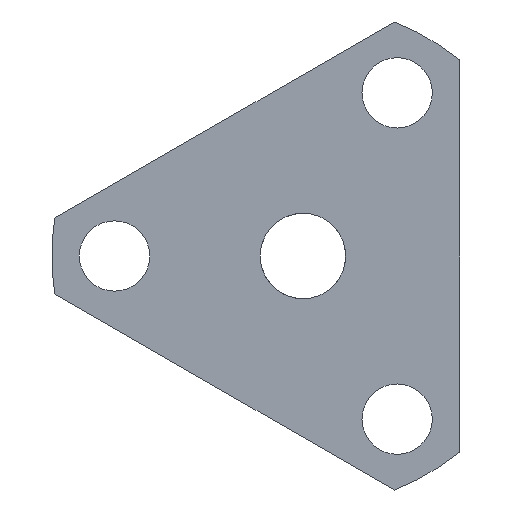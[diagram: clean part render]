
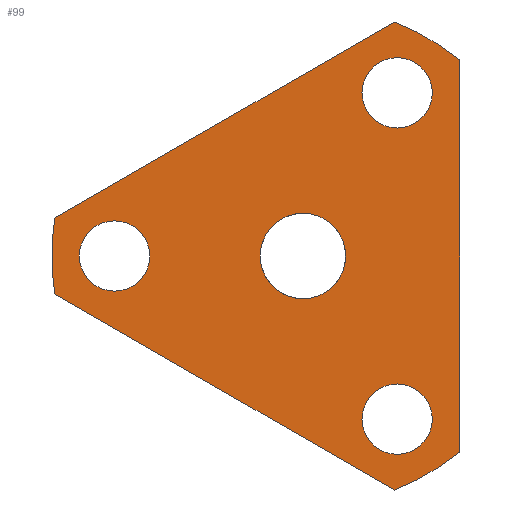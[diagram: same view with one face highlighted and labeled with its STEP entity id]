
A CAD part, left-side view. The second image highlights one B-rep face of the part: STEP entity #99.
In plain terms, the highlighted planar face has unit normal (-1, 0, 0).
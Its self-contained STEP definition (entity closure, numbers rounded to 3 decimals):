
#99 = ADVANCED_FACE( '', ( #200, #201, #202, #203, #204 ), #205, .F. );
#200 = FACE_BOUND( '', #364, .T. );
#201 = FACE_BOUND( '', #365, .T. );
#202 = FACE_BOUND( '', #366, .T. );
#203 = FACE_BOUND( '', #367, .T. );
#204 = FACE_OUTER_BOUND( '', #368, .T. );
#205 = PLANE( '', #369 );
#364 = EDGE_LOOP( '', ( #682 ) );
#365 = EDGE_LOOP( '', ( #683 ) );
#366 = EDGE_LOOP( '', ( #684 ) );
#367 = EDGE_LOOP( '', ( #685 ) );
#368 = EDGE_LOOP( '', ( #686, #687, #688, #689, #690, #691 ) );
#369 = AXIS2_PLACEMENT_3D( '', #692, #693, #694 );
#682 = ORIENTED_EDGE( '', *, *, #1041, .T. );
#683 = ORIENTED_EDGE( '', *, *, #1042, .T. );
#684 = ORIENTED_EDGE( '', *, *, #1043, .T. );
#685 = ORIENTED_EDGE( '', *, *, #1008, .T. );
#686 = ORIENTED_EDGE( '', *, *, #1044, .F. );
#687 = ORIENTED_EDGE( '', *, *, #1045, .F. );
#688 = ORIENTED_EDGE( '', *, *, #1046, .F. );
#689 = ORIENTED_EDGE( '', *, *, #1047, .F. );
#690 = ORIENTED_EDGE( '', *, *, #1048, .F. );
#691 = ORIENTED_EDGE( '', *, *, #1049, .F. );
#692 = CARTESIAN_POINT( '', ( -12.573, 0., 0. ) );
#693 = DIRECTION( '', ( 1., 0., 0. ) );
#694 = DIRECTION( '', ( 0., 0., -1. ) );
#1008 = EDGE_CURVE( '', #1206, #1206, #1207, .T. );
#1041 = EDGE_CURVE( '', #1260, #1260, #1261, .T. );
#1042 = EDGE_CURVE( '', #1262, #1262, #1263, .T. );
#1043 = EDGE_CURVE( '', #1264, #1264, #1265, .T. );
#1044 = EDGE_CURVE( '', #1266, #1267, #1268, .T. );
#1045 = EDGE_CURVE( '', #1269, #1266, #1270, .T. );
#1046 = EDGE_CURVE( '', #1271, #1269, #1272, .T. );
#1047 = EDGE_CURVE( '', #1273, #1271, #1274, .T. );
#1048 = EDGE_CURVE( '', #1275, #1273, #1276, .T. );
#1049 = EDGE_CURVE( '', #1267, #1275, #1277, .T. );
#1206 = VERTEX_POINT( '', #1676 );
#1207 = CIRCLE( '', #1677, 2.159 );
#1260 = VERTEX_POINT( '', #1804 );
#1261 = CIRCLE( '', #1805, 1.778 );
#1262 = VERTEX_POINT( '', #1806 );
#1263 = CIRCLE( '', #1807, 1.778 );
#1264 = VERTEX_POINT( '', #1808 );
#1265 = CIRCLE( '', #1809, 1.778 );
#1266 = VERTEX_POINT( '', #1810 );
#1267 = VERTEX_POINT( '', #1811 );
#1268 = LINE( '', #1812, #1813 );
#1269 = VERTEX_POINT( '', #1814 );
#1270 = CIRCLE( '', #1815, 12.7 );
#1271 = VERTEX_POINT( '', #1816 );
#1272 = LINE( '', #1817, #1818 );
#1273 = VERTEX_POINT( '', #1819 );
#1274 = CIRCLE( '', #1820, 12.7 );
#1275 = VERTEX_POINT( '', #1821 );
#1276 = LINE( '', #1822, #1823 );
#1277 = CIRCLE( '', #1824, 12.7 );
#1676 = CARTESIAN_POINT( '', ( -12.573, 0., -2.159 ) );
#1677 = AXIS2_PLACEMENT_3D( '', #1990, #1991, #1992 );
#1804 = CARTESIAN_POINT( '', ( -12.573, -4.763, 6.471 ) );
#1805 = AXIS2_PLACEMENT_3D( '', #2021, #2022, #2023 );
#1806 = CARTESIAN_POINT( '', ( -12.573, -4.763, -10.027 ) );
#1807 = AXIS2_PLACEMENT_3D( '', #2024, #2025, #2026 );
#1808 = CARTESIAN_POINT( '', ( -12.573, 9.525, -1.778 ) );
#1809 = AXIS2_PLACEMENT_3D( '', #2027, #2028, #2029 );
#1810 = CARTESIAN_POINT( '', ( -12.573, 12.554, 1.917 ) );
#1811 = CARTESIAN_POINT( '', ( -12.573, -4.617, 11.831 ) );
#1812 = CARTESIAN_POINT( '', ( -12.573, 12.554, 1.917 ) );
#1813 = VECTOR( '', #2030, 1000. );
#1814 = CARTESIAN_POINT( '', ( -12.573, 12.554, -1.917 ) );
#1815 = AXIS2_PLACEMENT_3D( '', #2031, #2032, #2033 );
#1816 = CARTESIAN_POINT( '', ( -12.573, -4.617, -11.831 ) );
#1817 = CARTESIAN_POINT( '', ( -12.573, -4.617, -11.831 ) );
#1818 = VECTOR( '', #2034, 1000. );
#1819 = CARTESIAN_POINT( '', ( -12.573, -7.938, -9.914 ) );
#1820 = AXIS2_PLACEMENT_3D( '', #2035, #2036, #2037 );
#1821 = CARTESIAN_POINT( '', ( -12.573, -7.938, 9.914 ) );
#1822 = CARTESIAN_POINT( '', ( -12.573, -7.938, 9.914 ) );
#1823 = VECTOR( '', #2038, 1000. );
#1824 = AXIS2_PLACEMENT_3D( '', #2039, #2040, #2041 );
#1990 = CARTESIAN_POINT( '', ( -12.573, 0., 0. ) );
#1991 = DIRECTION( '', ( 1., 0., 0. ) );
#1992 = DIRECTION( '', ( 0., 0., -1. ) );
#2021 = CARTESIAN_POINT( '', ( -12.573, -4.763, 8.249 ) );
#2022 = DIRECTION( '', ( 1., 0., 0. ) );
#2023 = DIRECTION( '', ( 0., 0., -1. ) );
#2024 = CARTESIAN_POINT( '', ( -12.573, -4.763, -8.249 ) );
#2025 = DIRECTION( '', ( 1., 0., 0. ) );
#2026 = DIRECTION( '', ( 0., 0., -1. ) );
#2027 = CARTESIAN_POINT( '', ( -12.573, 9.525, 0. ) );
#2028 = DIRECTION( '', ( 1., 0., 0. ) );
#2029 = DIRECTION( '', ( 0., 0., -1. ) );
#2030 = DIRECTION( '', ( 0., -0.866, 0.5 ) );
#2031 = CARTESIAN_POINT( '', ( -12.573, 0., 0. ) );
#2032 = DIRECTION( '', ( 1., 0., 0. ) );
#2033 = DIRECTION( '', ( 0., 0., -1. ) );
#2034 = DIRECTION( '', ( 0., 0.866, 0.5 ) );
#2035 = CARTESIAN_POINT( '', ( -12.573, 0., 0. ) );
#2036 = DIRECTION( '', ( 1., 0., 0. ) );
#2037 = DIRECTION( '', ( 0., 0., -1. ) );
#2038 = DIRECTION( '', ( 0., 0., -1. ) );
#2039 = CARTESIAN_POINT( '', ( -12.573, 0., 0. ) );
#2040 = DIRECTION( '', ( 1., 0., 0. ) );
#2041 = DIRECTION( '', ( 0., 0., -1. ) );
